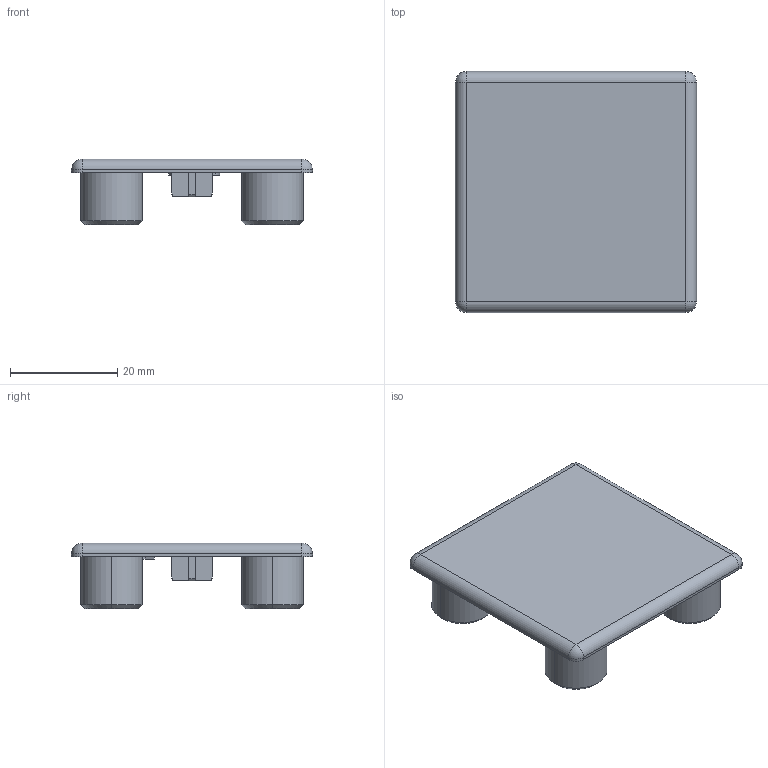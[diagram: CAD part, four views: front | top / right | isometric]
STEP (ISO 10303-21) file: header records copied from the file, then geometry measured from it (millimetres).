
FILE_DESCRIPTION (( 'STEP AP203' ), '1' );
FILE_NAME ('084.201.012-1.STEP', '2013-01-23T07:18:03', ( 'Alusic' ), ( 'Alusic' ), 'SwSTEP 2.0', 'SolidWorks 2011', '' );
FILE_SCHEMA (( 'CONFIG_CONTROL_DESIGN' ));
Length unit declared in the file: millimetre
Products named in the file (1): 084.201.012-1
Bounding box: 45 x 45 x 12.25 mm (x, y, z)
Volume: 6048.7 mm3; surface area: 6950.2 mm2
Topology: 1 solids, 1 shells, 101 faces, 241 edges, 146 vertices
Faces by surface type: plane 29, cylinder 28, bspline 24, torus 8, cone 8, sphere 4
Entity records: 3076 total; most frequent: CARTESIAN_POINT 797, ORIENTED_EDGE 474, DIRECTION 417, EDGE_CURVE 237, AXIS2_PLACEMENT_3D 150, VERTEX_POINT 146, VECTOR 117, LINE 117
